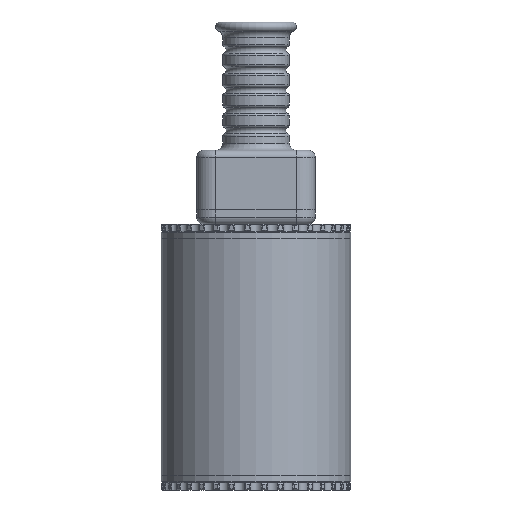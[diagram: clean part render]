
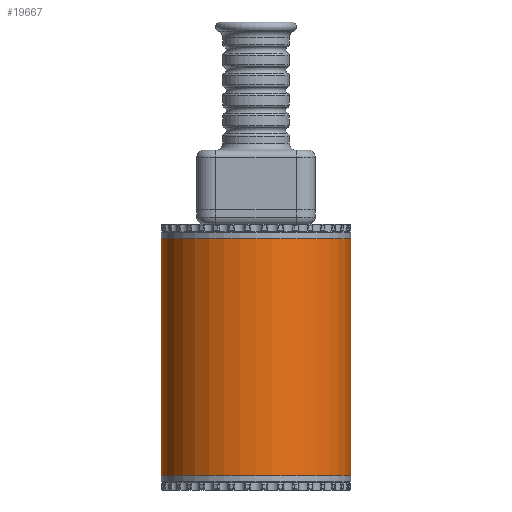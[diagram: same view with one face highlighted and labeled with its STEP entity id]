
A CAD part, front view. The second image highlights one B-rep face of the part: STEP entity #19667.
In plain terms, the highlighted cylindrical face has radius 40 mm (diameter 80 mm), a full revolution.
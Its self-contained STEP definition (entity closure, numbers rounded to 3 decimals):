
#1021=CIRCLE('',#21221,40.);
#1022=CIRCLE('',#21223,40.);
#2047=FACE_OUTER_BOUND('',#3181,.T.);
#3181=EDGE_LOOP('',(#14603,#14604,#14605,#14606));
#5318=LINE('',#31043,#6623);
#6623=VECTOR('',#24783,40.);
#8010=VERTEX_POINT('',#31037);
#8011=VERTEX_POINT('',#31040);
#10429=EDGE_CURVE('',#8010,#8010,#1021,.T.);
#10430=EDGE_CURVE('',#8011,#8011,#1022,.T.);
#10431=EDGE_CURVE('',#8011,#8010,#5318,.T.);
#14603=ORIENTED_EDGE('',*,*,#10430,.F.);
#14604=ORIENTED_EDGE('',*,*,#10431,.T.);
#14605=ORIENTED_EDGE('',*,*,#10429,.F.);
#14606=ORIENTED_EDGE('',*,*,#10431,.F.);
#18895=CYLINDRICAL_SURFACE('',#21224,40.);
#19667=ADVANCED_FACE('',(#2047),#18895,.T.);
#21221=AXIS2_PLACEMENT_3D('',#31038,#24775,#24776);
#21223=AXIS2_PLACEMENT_3D('',#31041,#24779,#24780);
#21224=AXIS2_PLACEMENT_3D('',#31042,#24781,#24782);
#24775=DIRECTION('center_axis',(0.,0.,-1.));
#24776=DIRECTION('ref_axis',(1.,0.,0.));
#24779=DIRECTION('center_axis',(0.,0.,1.));
#24780=DIRECTION('ref_axis',(1.,0.,0.));
#24781=DIRECTION('center_axis',(0.,0.,1.));
#24782=DIRECTION('ref_axis',(1.,0.,0.));
#24783=DIRECTION('',(0.,0.,-1.));
#31037=CARTESIAN_POINT('',(-270.,-300.,-7.));
#31038=CARTESIAN_POINT('Origin',(-230.,-300.,-7.));
#31040=CARTESIAN_POINT('',(-270.,-300.,93.));
#31041=CARTESIAN_POINT('Origin',(-230.,-300.,93.));
#31042=CARTESIAN_POINT('Origin',(-230.,-300.,43.));
#31043=CARTESIAN_POINT('',(-270.,-300.,43.));
